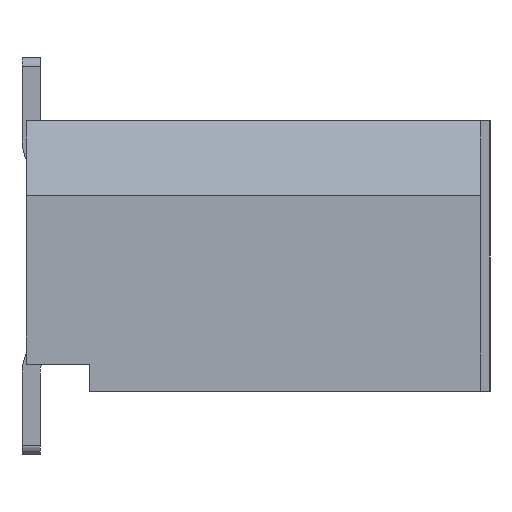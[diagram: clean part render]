
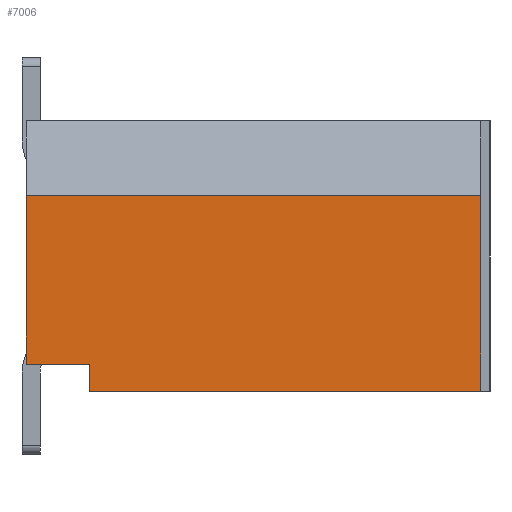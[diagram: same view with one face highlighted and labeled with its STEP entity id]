
A CAD part, left-side view. The second image highlights one B-rep face of the part: STEP entity #7006.
In plain terms, the highlighted planar face has unit normal (-1, 0, 0).
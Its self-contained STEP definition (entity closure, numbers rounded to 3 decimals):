
#931=ORIENTED_EDGE('',*,*,#2346,.F.);
#932=ORIENTED_EDGE('',*,*,#2821,.F.);
#933=ORIENTED_EDGE('',*,*,#2822,.F.);
#934=ORIENTED_EDGE('',*,*,#2823,.T.);
#935=ORIENTED_EDGE('',*,*,#2824,.T.);
#936=ORIENTED_EDGE('',*,*,#2813,.F.);
#2346=EDGE_CURVE('',#3391,#3392,#4085,.T.);
#2813=EDGE_CURVE('',#3392,#3740,#4530,.T.);
#2821=EDGE_CURVE('',#3744,#3391,#4538,.T.);
#2822=EDGE_CURVE('',#3745,#3744,#4539,.T.);
#2823=EDGE_CURVE('',#3745,#3746,#4540,.T.);
#2824=EDGE_CURVE('',#3746,#3740,#4541,.T.);
#3391=VERTEX_POINT('',#9680);
#3392=VERTEX_POINT('',#9682);
#3740=VERTEX_POINT('',#10581);
#3744=VERTEX_POINT('',#10596);
#3745=VERTEX_POINT('',#10598);
#3746=VERTEX_POINT('',#10600);
#4085=LINE('',#9681,#5032);
#4530=LINE('',#10580,#5477);
#4538=LINE('',#10595,#5485);
#4539=LINE('',#10597,#5486);
#4540=LINE('',#10599,#5487);
#4541=LINE('',#10601,#5488);
#5032=VECTOR('',#7798,1000.);
#5477=VECTOR('',#8455,1000.);
#5485=VECTOR('',#8469,1000.);
#5486=VECTOR('',#8470,1000.);
#5487=VECTOR('',#8471,1000.);
#5488=VECTOR('',#8472,1000.);
#6031=EDGE_LOOP('',(#931,#932,#933,#934,#935,#936));
#6372=FACE_BOUND('',#6031,.T.);
#6702=PLANE('',#7418);
#7006=ADVANCED_FACE('',(#6372),#6702,.F.);
#7418=AXIS2_PLACEMENT_3D('',#10594,#8467,#8468);
#7798=DIRECTION('',(0.,0.,1.));
#8455=DIRECTION('',(0.,1.,0.));
#8467=DIRECTION('',(1.,0.,0.));
#8468=DIRECTION('',(0.,0.,-1.));
#8469=DIRECTION('',(0.,1.,0.));
#8470=DIRECTION('',(0.,0.,-1.));
#8471=DIRECTION('',(0.,1.,0.));
#8472=DIRECTION('',(0.,0.,-1.));
#9680=CARTESIAN_POINT('',(-6.5,1.825,-1.5));
#9681=CARTESIAN_POINT('',(-6.5,1.825,-1.5));
#9682=CARTESIAN_POINT('',(-6.5,1.825,-1.2));
#10580=CARTESIAN_POINT('',(-6.5,1.825,-1.2));
#10581=CARTESIAN_POINT('',(-6.5,2.525,-1.2));
#10594=CARTESIAN_POINT('',(-6.5,-2.525,0.672));
#10595=CARTESIAN_POINT('',(-6.5,-2.525,-1.5));
#10596=CARTESIAN_POINT('',(-6.5,-2.525,-1.5));
#10597=CARTESIAN_POINT('',(-6.5,-2.525,0.672));
#10598=CARTESIAN_POINT('',(-6.5,-2.525,0.672));
#10599=CARTESIAN_POINT('',(-6.5,-2.525,0.672));
#10600=CARTESIAN_POINT('',(-6.5,2.525,0.672));
#10601=CARTESIAN_POINT('',(-6.5,2.525,0.672));
